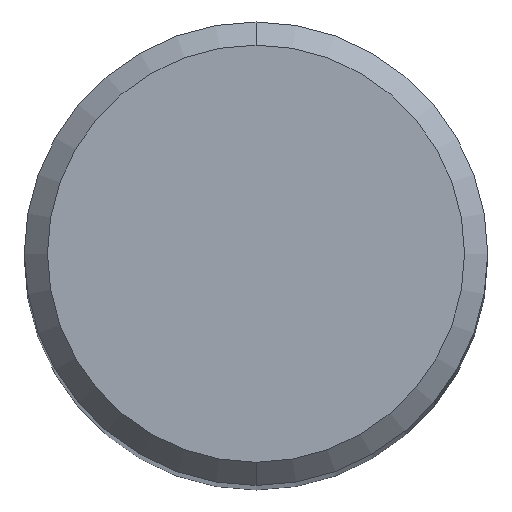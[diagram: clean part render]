
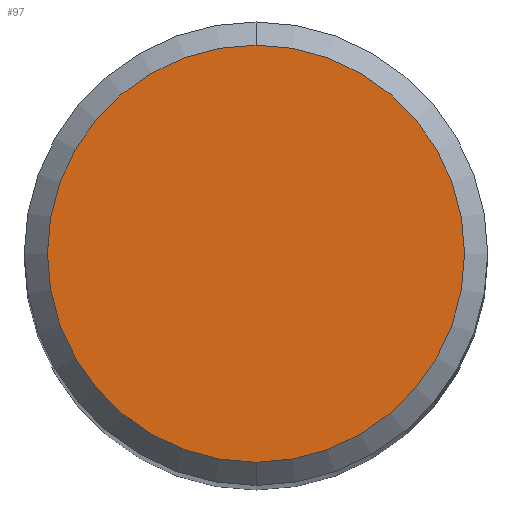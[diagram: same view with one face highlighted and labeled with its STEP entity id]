
A CAD part, top view. The second image highlights one B-rep face of the part: STEP entity #97.
In plain terms, the highlighted planar face has unit normal (0, 0, 1).
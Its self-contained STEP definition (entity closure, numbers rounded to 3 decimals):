
#79=EDGE_CURVE('',#103,#127,#183,.T.);
#97=ADVANCED_FACE('',(#203),#204,.T.);
#103=VERTEX_POINT('',#211);
#127=VERTEX_POINT('',#238);
#139=EDGE_CURVE('',#127,#103,#252,.T.);
#183=CIRCLE('',#290,3.6);
#203=FACE_OUTER_BOUND('',#315,.T.);
#204=PLANE('',#316);
#211=CARTESIAN_POINT('',(0.0,3.6,0.));
#238=CARTESIAN_POINT('',(0.,-3.6,0.));
#252=CIRCLE('',#375,3.6);
#290=AXIS2_PLACEMENT_3D('',#411,#412,#413);
#315=EDGE_LOOP('',(#440,#441));
#316=AXIS2_PLACEMENT_3D('',#442,#443,#444);
#375=AXIS2_PLACEMENT_3D('',#502,#503,#504);
#411=CARTESIAN_POINT('',(0.0,0.0,0.));
#412=DIRECTION('',(0.0,0.0,-1.0));
#413=DIRECTION('',(0.0,1.0,0.0));
#440=ORIENTED_EDGE('',*,*,#79,.F.);
#441=ORIENTED_EDGE('',*,*,#139,.F.);
#442=CARTESIAN_POINT('',(0.0,1.8,0.));
#443=DIRECTION('',(-0.0,0.0,1.0));
#444=DIRECTION('',(0.0,-1.0,0.0));
#502=CARTESIAN_POINT('',(0.0,0.0,0.));
#503=DIRECTION('',(0.0,0.0,-1.0));
#504=DIRECTION('',(0.0,1.0,0.0));
